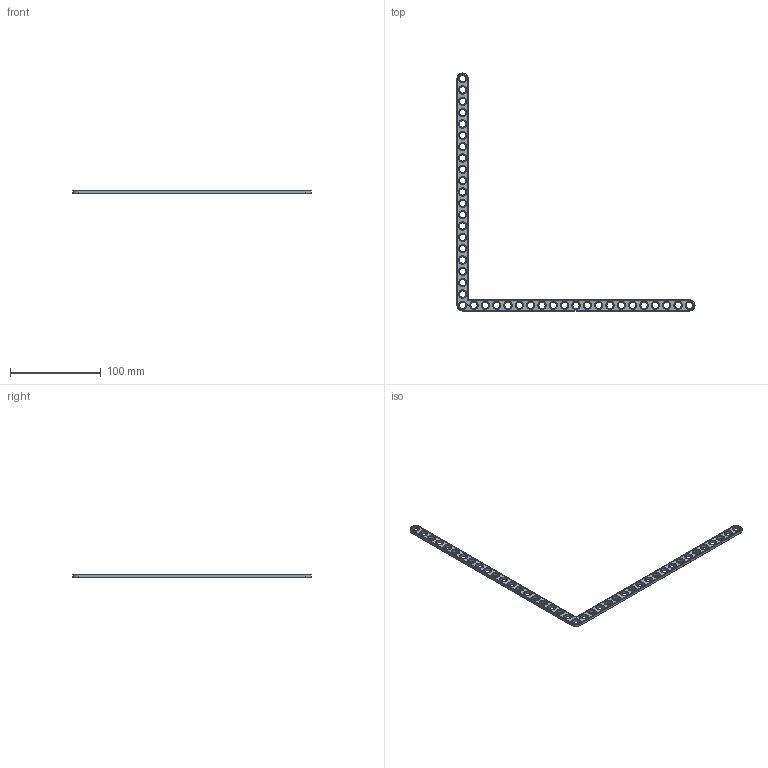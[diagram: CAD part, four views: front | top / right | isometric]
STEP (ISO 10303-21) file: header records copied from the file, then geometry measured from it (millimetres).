
FILE_DESCRIPTION(('FreeCAD Model'),'2;1');
FILE_NAME('Open CASCADE Shape Model','2024-02-09T22:41:12',(''),(''), 'Open CASCADE STEP processor 7.6','FreeCAD','Unknown');
FILE_SCHEMA(('AUTOMOTIVE_DESIGN { 1 0 10303 214 1 1 1 1 }'));
Products named in the file (1): Brace AGD 90 SYM ERR BU21x00.25 - SPN-BRC-0629 (stemfie.org)
Bounding box: 262.5 x 262.5 x 3.12 mm (x, y, z)
Volume: 14280.6 mm3; surface area: 15402.1 mm2
Topology: 1 solids, 1 shells, 769 faces, 1977 edges, 1286 vertices
Faces by surface type: plane 365, extrusion 228, cone 88, cylinder 88
Full cylindrical faces by diameter (mm): 7 x41, 9.2 x41
Entity records: 50861 total; most frequent: CARTESIAN_POINT 12459, DIRECTION 6285, VECTOR 4538, LINE 4310, ORIENTED_EDGE 3954, PCURVE 3954, DEFINITIONAL_REPRESENTATION 3954, EDGE_CURVE 1977
